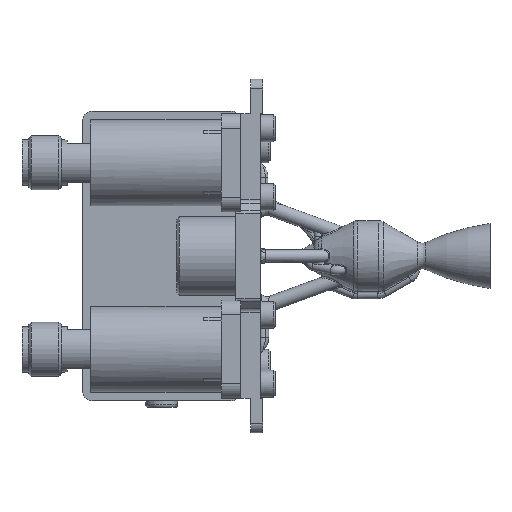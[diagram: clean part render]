
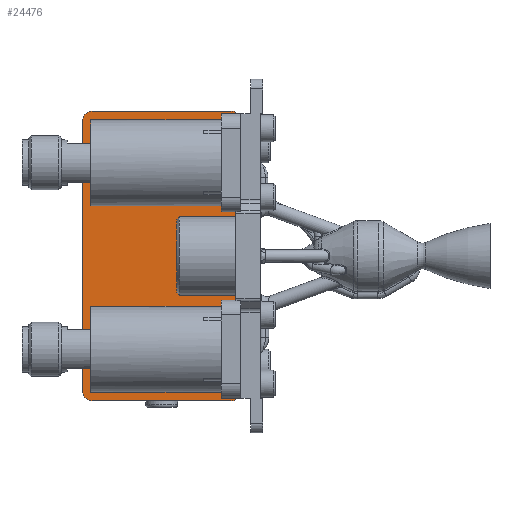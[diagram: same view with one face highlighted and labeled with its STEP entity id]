
A CAD part, left-side view. The second image highlights one B-rep face of the part: STEP entity #24476.
In plain terms, the highlighted planar face has unit normal (-1, 0, 0).
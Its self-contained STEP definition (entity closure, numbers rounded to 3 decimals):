
#319 = DIRECTION ( 'NONE',  ( 0., 0., 1. ) ) ;
#2607 = DIRECTION ( 'NONE',  ( -1., 0., 0. ) ) ;
#3550 = ORIENTED_EDGE ( 'NONE', *, *, #72994, .T. ) ;
#4951 = DIRECTION ( 'NONE',  ( -1., 0., 0. ) ) ;
#6128 = VERTEX_POINT ( 'NONE', #112755 ) ;
#8733 = EDGE_CURVE ( 'NONE', #64679, #48062, #83339, .T. ) ;
#9116 = LINE ( 'NONE', #64429, #52746 ) ;
#10590 = VECTOR ( 'NONE', #19350, 1000. ) ;
#11634 = CIRCLE ( 'NONE', #73561, 2. ) ;
#11933 = CARTESIAN_POINT ( 'NONE',  ( 10.1, 32.2, -29.5 ) ) ;
#13414 = CARTESIAN_POINT ( 'NONE',  ( 10.1, 4., -27.5 ) ) ;
#16084 = DIRECTION ( 'NONE',  ( 0., 0., 1. ) ) ;
#17184 = EDGE_CURVE ( 'NONE', #31324, #64679, #43093, .T. ) ;
#19350 = DIRECTION ( 'NONE',  ( 0., -1., 0. ) ) ;
#19362 = ORIENTED_EDGE ( 'NONE', *, *, #66816, .F. ) ;
#20285 = VERTEX_POINT ( 'NONE', #41968 ) ;
#23009 = EDGE_LOOP ( 'NONE', ( #50725, #41196, #95422, #91829, #86545, #94335, #62382, #19362, #3550, #60121 ) ) ;
#24432 = CARTESIAN_POINT ( 'NONE',  ( 10.1, 2., 27.5 ) ) ;
#24476 = ADVANCED_FACE ( 'NONE', ( #111569 ), #68807, .T. ) ;
#24551 = DIRECTION ( 'NONE',  ( -1., 0., 0. ) ) ;
#24674 = EDGE_CURVE ( 'NONE', #66576, #31324, #53974, .T. ) ;
#27068 = VERTEX_POINT ( 'NONE', #47670 ) ;
#27349 = DIRECTION ( 'NONE',  ( -1., 0., 0. ) ) ;
#27833 = CARTESIAN_POINT ( 'NONE',  ( 10.1, 4., -29.5 ) ) ;
#30920 = CARTESIAN_POINT ( 'NONE',  ( 10.1, 2., -27.5 ) ) ;
#31324 = VERTEX_POINT ( 'NONE', #73130 ) ;
#39723 = DIRECTION ( 'NONE',  ( 0., 0., 1. ) ) ;
#41196 = ORIENTED_EDGE ( 'NONE', *, *, #111045, .T. ) ;
#41968 = CARTESIAN_POINT ( 'NONE',  ( 10.1, 34.2, -27.5 ) ) ;
#43093 = LINE ( 'NONE', #76753, #73655 ) ;
#43944 = DIRECTION ( 'NONE',  ( 0., 0., -1. ) ) ;
#44357 = VERTEX_POINT ( 'NONE', #24432 ) ;
#47670 = CARTESIAN_POINT ( 'NONE',  ( 10.1, 4., 29.5 ) ) ;
#48062 = VERTEX_POINT ( 'NONE', #93395 ) ;
#50725 = ORIENTED_EDGE ( 'NONE', *, *, #74536, .T. ) ;
#52746 = VECTOR ( 'NONE', #72939, 1000. ) ;
#53974 = CIRCLE ( 'NONE', #61347, 2. ) ;
#55158 = AXIS2_PLACEMENT_3D ( 'NONE', #59451, #24551, #16084 ) ;
#58452 = DIRECTION ( 'NONE',  ( -1., 0., 0. ) ) ;
#58880 = VECTOR ( 'NONE', #319, 1000. ) ;
#59451 = CARTESIAN_POINT ( 'NONE',  ( 10.1, 4., 27.5 ) ) ;
#59683 = DIRECTION ( 'NONE',  ( 0., 0., 1. ) ) ;
#60121 = ORIENTED_EDGE ( 'NONE', *, *, #100068, .T. ) ;
#61347 = AXIS2_PLACEMENT_3D ( 'NONE', #13414, #58452, #65337 ) ;
#62010 = CARTESIAN_POINT ( 'NONE',  ( 10.1, 2., 27.5 ) ) ;
#62382 = ORIENTED_EDGE ( 'NONE', *, *, #8733, .T. ) ;
#62762 = CARTESIAN_POINT ( 'NONE',  ( 10.1, 34.2, 27.5 ) ) ;
#64429 = CARTESIAN_POINT ( 'NONE',  ( 10.1, 4., 29.5 ) ) ;
#64679 = VERTEX_POINT ( 'NONE', #101665 ) ;
#65337 = DIRECTION ( 'NONE',  ( 0., 0., 1. ) ) ;
#66576 = VERTEX_POINT ( 'NONE', #27833 ) ;
#66816 = EDGE_CURVE ( 'NONE', #44357, #48062, #88183, .T. ) ;
#68807 = PLANE ( 'NONE',  #86739 ) ;
#69027 = CARTESIAN_POINT ( 'NONE',  ( 10.1, 32.2, -29.5 ) ) ;
#69607 = CARTESIAN_POINT ( 'NONE',  ( 10.1, 32.2, 27.5 ) ) ;
#70188 = CARTESIAN_POINT ( 'NONE',  ( 10.1, 34.2, 27.5 ) ) ;
#72939 = DIRECTION ( 'NONE',  ( 0., 1., 0. ) ) ;
#72994 = EDGE_CURVE ( 'NONE', #44357, #27068, #89724, .T. ) ;
#73130 = CARTESIAN_POINT ( 'NONE',  ( 10.1, 2., -27.5 ) ) ;
#73561 = AXIS2_PLACEMENT_3D ( 'NONE', #69607, #27349, #78671 ) ;
#73655 = VECTOR ( 'NONE', #59683, 1000. ) ;
#73919 = VECTOR ( 'NONE', #43944, 1000. ) ;
#74536 = EDGE_CURVE ( 'NONE', #6128, #88722, #11634, .T. ) ;
#76753 = CARTESIAN_POINT ( 'NONE',  ( 10.1, 2., -27.5 ) ) ;
#78671 = DIRECTION ( 'NONE',  ( 0., 0., 1. ) ) ;
#79131 = VERTEX_POINT ( 'NONE', #69027 ) ;
#80698 = CARTESIAN_POINT ( 'NONE',  ( 10.1, 32.2, 27.5 ) ) ;
#83339 = LINE ( 'NONE', #30920, #58880 ) ;
#86545 = ORIENTED_EDGE ( 'NONE', *, *, #24674, .T. ) ;
#86739 = AXIS2_PLACEMENT_3D ( 'NONE', #80698, #2607, #98448 ) ;
#87610 = DIRECTION ( 'NONE',  ( 0., 0., -1. ) ) ;
#88183 = LINE ( 'NONE', #62010, #112644 ) ;
#88722 = VERTEX_POINT ( 'NONE', #62762 ) ;
#89724 = CIRCLE ( 'NONE', #55158, 2. ) ;
#91172 = LINE ( 'NONE', #11933, #10590 ) ;
#91829 = ORIENTED_EDGE ( 'NONE', *, *, #98177, .T. ) ;
#93395 = CARTESIAN_POINT ( 'NONE',  ( 10.1, 2., 16.624 ) ) ;
#94335 = ORIENTED_EDGE ( 'NONE', *, *, #17184, .T. ) ;
#95422 = ORIENTED_EDGE ( 'NONE', *, *, #105641, .T. ) ;
#98177 = EDGE_CURVE ( 'NONE', #79131, #66576, #91172, .T. ) ;
#98448 = DIRECTION ( 'NONE',  ( 0., 0., 1. ) ) ;
#100068 = EDGE_CURVE ( 'NONE', #27068, #6128, #9116, .T. ) ;
#100189 = AXIS2_PLACEMENT_3D ( 'NONE', #108205, #4951, #39723 ) ;
#101665 = CARTESIAN_POINT ( 'NONE',  ( 10.1, 2., -16.624 ) ) ;
#103291 = LINE ( 'NONE', #70188, #73919 ) ;
#105641 = EDGE_CURVE ( 'NONE', #20285, #79131, #111140, .T. ) ;
#108205 = CARTESIAN_POINT ( 'NONE',  ( 10.1, 32.2, -27.5 ) ) ;
#111045 = EDGE_CURVE ( 'NONE', #88722, #20285, #103291, .T. ) ;
#111140 = CIRCLE ( 'NONE', #100189, 2. ) ;
#111569 = FACE_OUTER_BOUND ( 'NONE', #23009, .T. ) ;
#112644 = VECTOR ( 'NONE', #87610, 1000. ) ;
#112755 = CARTESIAN_POINT ( 'NONE',  ( 10.1, 32.2, 29.5 ) ) ;
